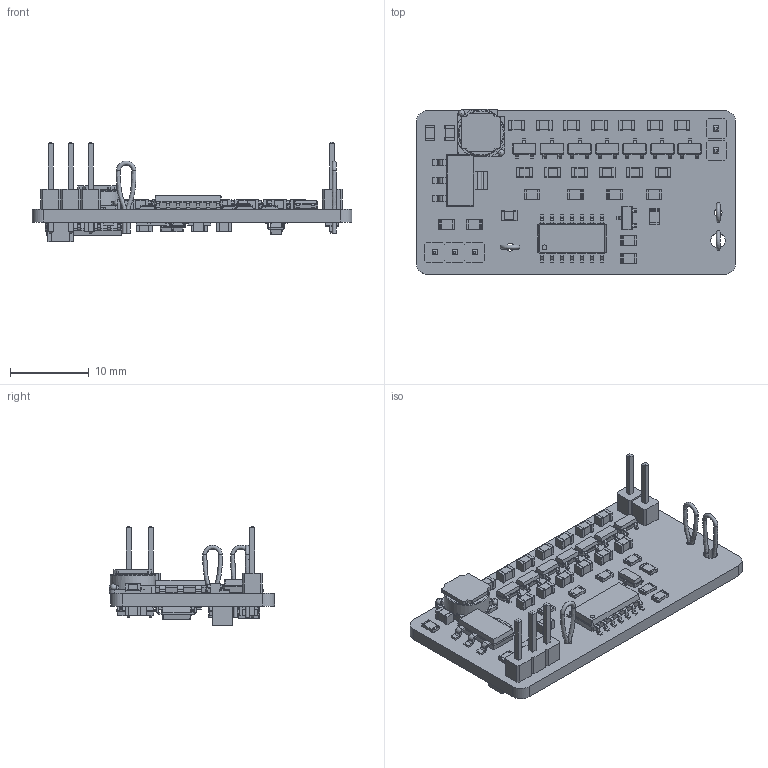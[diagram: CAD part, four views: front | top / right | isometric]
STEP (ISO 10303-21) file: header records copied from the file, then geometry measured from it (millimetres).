
FILE_DESCRIPTION(('FreeCAD Model'),'2;1');
FILE_NAME('Open CASCADE Shape Model','2021-01-17T21:31:19',( 'kicad StepUp'),('ksu MCAD'),'Open CASCADE STEP processor 7.4', 'FreeCAD','Unknown');
FILE_SCHEMA(('AUTOMOTIVE_DESIGN { 1 0 10303 214 1 1 1 1 }'));
Length unit declared in the file: millimetre
Products named in the file (25): OpenHVPS_ray; Local_CS_9fd0; Pcb_9fd0; Board_Geoms_9fd0; Step_Models_9fd0; Top_9fd0; "C11"_C_0805_2012Metric_0ded1baa-ca0f-4eb8-9fe3-abc3e55363c0; "H2"_TestPoint_Loop_D2.50mm_Drill1.0mm_
11ed5dd0-3845-4ec0-aff6-0cf91cf9e4f5; "D8"_SOT_23_1b05ef8d-8421-4177-840e-f2ee5bb1c449; "H2"_TestPoint_Loop_D2.50mm_Drill1.85mm_
1ebf93a8-27ba-4b17-8096-7d5680e3ab7a; "R8"_R_0805_2012Metric_37b83e8e-4dd7-45b5-b7a4-df7b3f7e630d; "D1"_D_SOT_23_486a33f8-06b4-4b62-b7df-41ee1187ac09; REF_PinHeader_1x01_P254mm_Vertical_
87bfeb40-7740-40c1-a5ee-991e0e19abb2; "L1"_User_Library-SMDpowerInductor_
8efecfac-bf67-4a0d-b4e2-4423f34b4e95[2]; "L1"_Fillet003_fd_sp_8efecfac-bf67-4a0d-b4e2-4423f34b4e95[3]; "U2"_SOIC_14_39x87mm_P127mm_9bc91ab9-ea0d-4d49-869c-6cbfd59bc71c; "J2"_PinHeader_1x03_P254mm_Vertical_
9c64ad49-6b74-4c8f-b637-c488a6158a7a; "Q1"_SOT_223_c51ee79e-3f73-43b1-a02b-215e7cb4282f; Bot_9fd0; "Q3"_SOT_363_SC_70_6_23e69448-3871-482e-98a8-997065de55e0; "U3"_SOT_23_5_4d49d867-5260-41aa-9fdb-ece142794780; "R1"_R_1206_3216Metric_70a92563-8c18-463e-b65b-e07993cc5b64; "U4"_SOIC_16_39x99mm_P127mm_c50f467c-c713-4f3a-a5a9-49f5d52d5fa9; "C4"_C_1210_3225Metric_e83b62ee-5154-494f-978e-5abf8272b843
Assembly tree (150 placements, depth 5):
  OpenHVPS_ray
    Local_CS_9fd0
    Pcb_9fd0
    OpenHVPS_ray
      Board_Geoms_9fd0
        Pcb_9fd0
      Step_Models_9fd0
        Top_9fd0
          "C11"_C_0805_2012Metric_0ded1baa-ca0f-4eb8-9fe3-abc3e55363c0  x15
          "H2"_TestPoint_Loop_D2.50mm_Drill1.0mm_
11ed5dd0-3845-4ec0-aff6-0cf91cf9e4f5  x2
          "D8"_SOT_23_1b05ef8d-8421-4177-840e-f2ee5bb1c449  x7
          "H2"_TestPoint_Loop_D2.50mm_Drill1.85mm_
1ebf93a8-27ba-4b17-8096-7d5680e3ab7a
          "R8"_R_0805_2012Metric_37b83e8e-4dd7-45b5-b7a4-df7b3f7e630d  x10
          "D1"_D_SOT_23_486a33f8-06b4-4b62-b7df-41ee1187ac09
          REF_PinHeader_1x01_P254mm_Vertical_
87bfeb40-7740-40c1-a5ee-991e0e19abb2  x2
          "L1"_User_Library-SMDpowerInductor_
8efecfac-bf67-4a0d-b4e2-4423f34b4e95[2]
          "L1"_Fillet003_fd_sp_8efecfac-bf67-4a0d-b4e2-4423f34b4e95[3]
          "U2"_SOIC_14_39x87mm_P127mm_9bc91ab9-ea0d-4d49-869c-6cbfd59bc71c
          "J2"_PinHeader_1x03_P254mm_Vertical_
9c64ad49-6b74-4c8f-b637-c488a6158a7a
          "Q1"_SOT_223_c51ee79e-3f73-43b1-a02b-215e7cb4282f
        Bot_9fd0
          "R8"_R_0805_2012Metric_37b83e8e-4dd7-45b5-b7a4-df7b3f7e630d  x13
          "Q3"_SOT_363_SC_70_6_23e69448-3871-482e-98a8-997065de55e0
          "C11"_C_0805_2012Metric_0ded1baa-ca0f-4eb8-9fe3-abc3e55363c0  x6
          "U3"_SOT_23_5_4d49d867-5260-41aa-9fdb-ece142794780
          "D8"_SOT_23_1b05ef8d-8421-4177-840e-f2ee5bb1c449  x2
          "R1"_R_1206_3216Metric_70a92563-8c18-463e-b65b-e07993cc5b64
          "U4"_SOIC_16_39x99mm_P127mm_c50f467c-c713-4f3a-a5a9-49f5d52d5fa9
          "D1"_D_SOT_23_486a33f8-06b4-4b62-b7df-41ee1187ac09
          "C4"_C_1210_3225Metric_e83b62ee-5154-494f-978e-5abf8272b843
    Top_9fd0
      "C11"_C_0805_2012Metric_0ded1baa-ca0f-4eb8-9fe3-abc3e55363c0  x15
      "H2"_TestPoint_Loop_D2.50mm_Drill1.0mm_
11ed5dd0-3845-4ec0-aff6-0cf91cf9e4f5  x2
      "D8"_SOT_23_1b05ef8d-8421-4177-840e-f2ee5bb1c449  x7
      "H2"_TestPoint_Loop_D2.50mm_Drill1.85mm_
1ebf93a8-27ba-4b17-8096-7d5680e3ab7a
      "R8"_R_0805_2012Metric_37b83e8e-4dd7-45b5-b7a4-df7b3f7e630d  x10
      "D1"_D_SOT_23_486a33f8-06b4-4b62-b7df-41ee1187ac09
      REF_PinHeader_1x01_P254mm_Vertical_
87bfeb40-7740-40c1-a5ee-991e0e19abb2  x2
      "L1"_User_Library-SMDpowerInductor_
8efecfac-bf67-4a0d-b4e2-4423f34b4e95[2]
      "L1"_Fillet003_fd_sp_8efecfac-bf67-4a0d-b4e2-4423f34b4e95[3]
      "U2"_SOIC_14_39x87mm_P127mm_9bc91ab9-ea0d-4d49-869c-6cbfd59bc71c
      "J2"_PinHeader_1x03_P254mm_Vertical_
9c64ad49-6b74-4c8f-b637-c488a6158a7a
      "Q1"_SOT_223_c51ee79e-3f73-43b1-a02b-215e7cb4282f
    Bot_9fd0
      "R8"_R_0805_2012Metric_37b83e8e-4dd7-45b5-b7a4-df7b3f7e630d  x13
      "Q3"_SOT_363_SC_70_6_23e69448-3871-482e-98a8-997065de55e0
      "C11"_C_0805_2012Metric_0ded1baa-ca0f-4eb8-9fe3-abc3e55363c0  x6
      "U3"_SOT_23_5_4d49d867-5260-41aa-9fdb-ece142794780
      "D8"_SOT_23_1b05ef8d-8421-4177-840e-f2ee5bb1c449  x2
      "R1"_R_1206_3216Metric_70a92563-8c18-463e-b65b-e07993cc5b64
      "U4"_SOIC_16_39x99mm_P127mm_c50f467c-c713-4f3a-a5a9-49f5d52d5fa9
      "D1"_D_SOT_23_486a33f8-06b4-4b62-b7df-41ee1187ac09
      "C4"_C_1210_3225Metric_e83b62ee-5154-494f-978e-5abf8272b843
    "C11"_C_0805_2012Metric_0ded1baa-ca0f-4eb8-9fe3-abc3e55363c0  x21
    "H2"_TestPoint_Loop_D2.50mm_Drill1.0mm_
11ed5dd0-3845-4ec0-aff6-0cf91cf9e4f5  x2
    "D8"_SOT_23_1b05ef8d-8421-4177-840e-f2ee5bb1c449  x9
    "H2"_TestPoint_Loop_D2.50mm_Drill1.85mm_
1ebf93a8-27ba-4b17-8096-7d5680e3ab7a
    "R8"_R_0805_2012Metric_37b83e8e-4dd7-45b5-b7a4-df7b3f7e630d  x23
    "D1"_D_SOT_23_486a33f8-06b4-4b62-b7df-41ee1187ac09  x2
    REF_PinHeader_1x01_P254mm_Vertical_
87bfeb40-7740-40c1-a5ee-991e0e19abb2  x2
Bounding box: 40.61 x 20.98 x 12.64 mm (x, y, z)
Volume: 4325.9 mm3; surface area: 9040.7 mm2
Topology: 212 solids, 212 shells, 9636 faces, 24309 edges, 15268 vertices
Faces by surface type: plane 5793, cylinder 2439, bspline 1368, torus 30, sphere 6
Full cylindrical faces by diameter (mm): 0.5 x18, 0.6 x6, 1 x14, 1.85 x2, 5.8 x3
Entity records: 51802 total; most frequent: CARTESIAN_POINT 9053, ORIENTED_EDGE 6972, DIRECTION 6515, EDGE_CURVE 3486, LINE 2629, VECTOR 2629, VERTEX_POINT 2172, AXIS2_PLACEMENT_3D 1943
